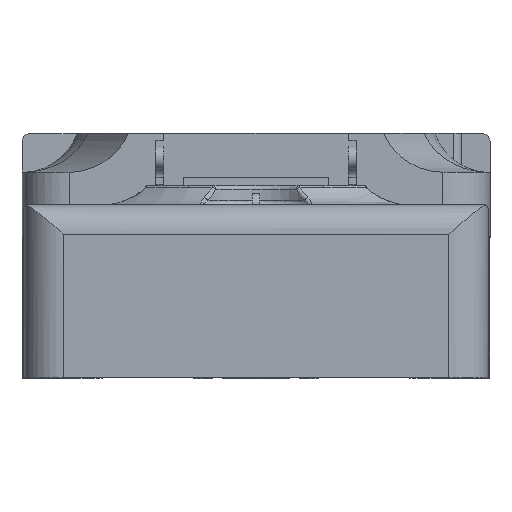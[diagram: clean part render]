
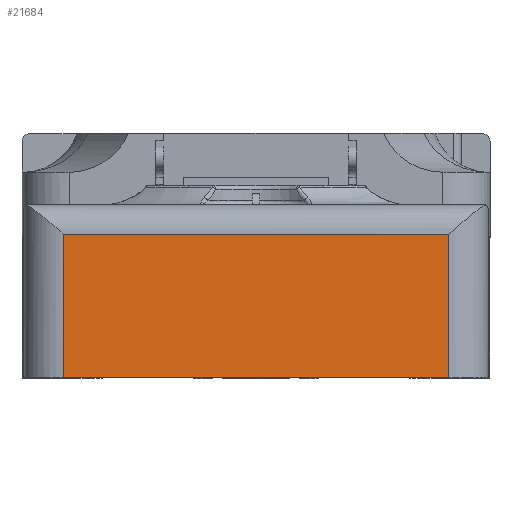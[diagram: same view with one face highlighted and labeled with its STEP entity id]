
A CAD part, top view. The second image highlights one B-rep face of the part: STEP entity #21684.
In plain terms, the highlighted face is planar.
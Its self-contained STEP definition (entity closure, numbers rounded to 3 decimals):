
#39 = CARTESIAN_POINT ( 'NONE',  ( 10., 0., 0. ) ) ;
#396 = ORIENTED_EDGE ( 'NONE', *, *, #11328, .T. ) ;
#608 = CARTESIAN_POINT ( 'NONE',  ( -4., 0., 36.5 ) ) ;
#1381 = EDGE_CURVE ( 'NONE', #13714, #13813, #18987, .T. ) ;
#1488 = CARTESIAN_POINT ( 'NONE',  ( 0., 0., 44. ) ) ;
#1595 = DIRECTION ( 'NONE',  ( 0., 0., -1. ) ) ;
#1775 = DIRECTION ( 'NONE',  ( 0., 0., 1. ) ) ;
#2138 = CARTESIAN_POINT ( 'NONE',  ( 108., 0., 0. ) ) ;
#2452 = EDGE_CURVE ( 'NONE', #6557, #3333, #17554, .T. ) ;
#2636 = CARTESIAN_POINT ( 'NONE',  ( 0., 0., 0. ) ) ;
#3297 = AXIS2_PLACEMENT_3D ( 'NONE', #1488, #20470, #1775 ) ;
#3333 = VERTEX_POINT ( 'NONE', #2138 ) ;
#4165 = DIRECTION ( 'NONE',  ( 0., 0., -1. ) ) ;
#5245 = ORIENTED_EDGE ( 'NONE', *, *, #10946, .F. ) ;
#6557 = VERTEX_POINT ( 'NONE', #39 ) ;
#6937 = VECTOR ( 'NONE', #1595, 1000. ) ;
#7549 = CARTESIAN_POINT ( 'NONE',  ( 108., 0., 36.5 ) ) ;
#8653 = ORIENTED_EDGE ( 'NONE', *, *, #1381, .F. ) ;
#10946 = EDGE_CURVE ( 'NONE', #13813, #3333, #11823, .T. ) ;
#11100 = VECTOR ( 'NONE', #14411, 1000. ) ;
#11328 = EDGE_CURVE ( 'NONE', #13714, #6557, #16410, .T. ) ;
#11368 = DIRECTION ( 'NONE',  ( 1., 0., 0. ) ) ;
#11823 = LINE ( 'NONE', #14520, #18634 ) ;
#13306 = FACE_OUTER_BOUND ( 'NONE', #16578, .T. ) ;
#13714 = VERTEX_POINT ( 'NONE', #15882 ) ;
#13813 = VERTEX_POINT ( 'NONE', #7549 ) ;
#14411 = DIRECTION ( 'NONE',  ( 1., 0., 0. ) ) ;
#14520 = CARTESIAN_POINT ( 'NONE',  ( 108., 0., 122. ) ) ;
#14979 = PLANE ( 'NONE',  #3297 ) ;
#15693 = CARTESIAN_POINT ( 'NONE',  ( 10., 0., 122. ) ) ;
#15882 = CARTESIAN_POINT ( 'NONE',  ( 10., 0., 36.5 ) ) ;
#16410 = LINE ( 'NONE', #15693, #6937 ) ;
#16578 = EDGE_LOOP ( 'NONE', ( #396, #19615, #5245, #8653 ) ) ;
#16728 = VECTOR ( 'NONE', #11368, 1000. ) ;
#17554 = LINE ( 'NONE', #2636, #16728 ) ;
#18634 = VECTOR ( 'NONE', #4165, 1000. ) ;
#18987 = LINE ( 'NONE', #608, #11100 ) ;
#19615 = ORIENTED_EDGE ( 'NONE', *, *, #2452, .T. ) ;
#20470 = DIRECTION ( 'NONE',  ( 0., 1., 0. ) ) ;
#21684 = ADVANCED_FACE ( 'NONE', ( #13306 ), #14979, .F. ) ;
